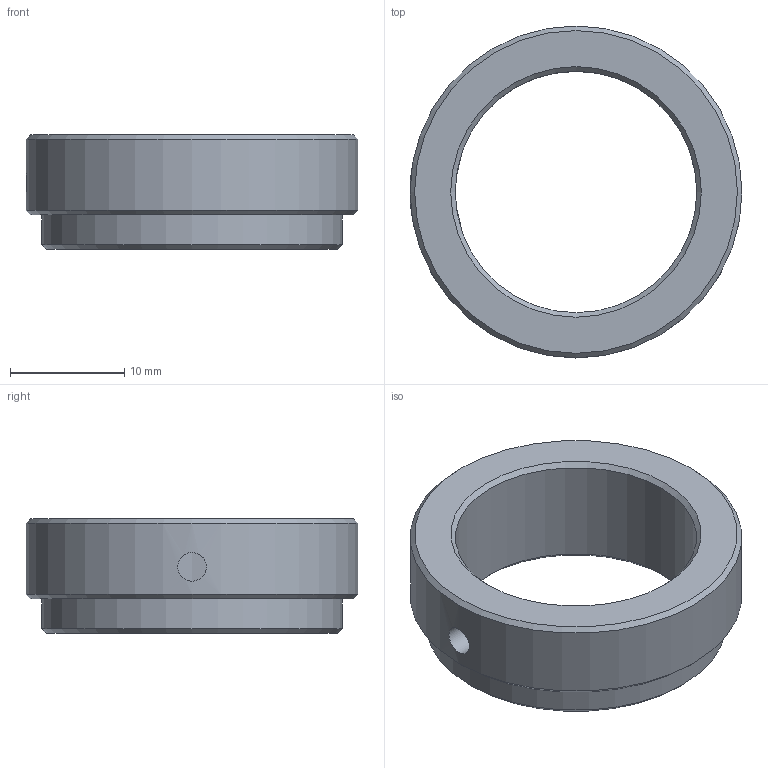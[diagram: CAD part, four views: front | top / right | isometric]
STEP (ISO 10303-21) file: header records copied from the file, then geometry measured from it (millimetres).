
FILE_DESCRIPTION (( 'STEP AP203' ), '1' );
FILE_NAME ('530206.step', '2025-08-19T06:45:04', ( 'Windows User' ), ( 'P R C' ), 'SwSTEP 2.0', 'SolidWorks 2020', '' );
FILE_SCHEMA (( 'CONFIG_CONTROL_DESIGN' ));
Length unit declared in the file: millimetre
Products named in the file (1): 530206
Bounding box: 29 x 29 x 10 mm (x, y, z)
Volume: 2704.4 mm3; surface area: 2098 mm2
Topology: 1 solids, 1 shells, 12 faces, 26 edges, 17 vertices
Faces by surface type: cone 5, cylinder 4, plane 3
Full cylindrical faces by diameter (mm): 2.5 x1, 21.1 x1, 26.29 x1, 29 x1
Entity records: 403 total; most frequent: CARTESIAN_POINT 109, DIRECTION 48, ORIENTED_EDGE 26, EDGE_LOOP 26, AXIS2_PLACEMENT_3D 24, FACE_OUTER_BOUND 16, VERTEX_POINT 13, EDGE_CURVE 13
